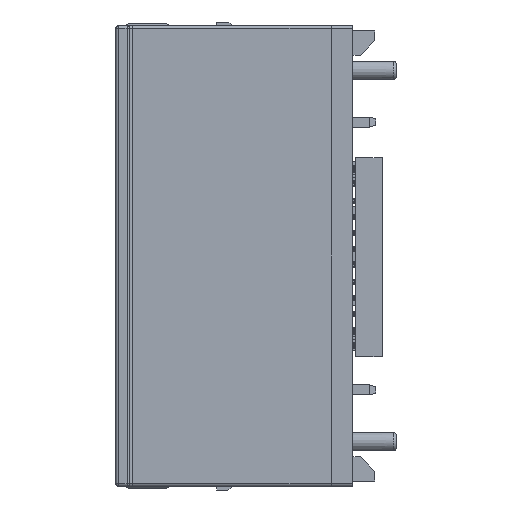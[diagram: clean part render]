
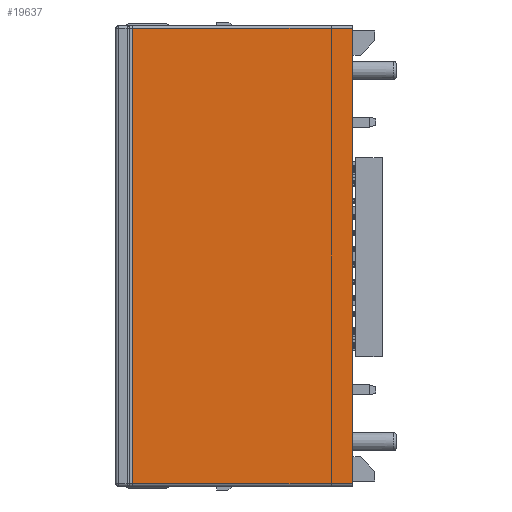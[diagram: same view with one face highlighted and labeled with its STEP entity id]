
A CAD part, front view. The second image highlights one B-rep face of the part: STEP entity #19637.
In plain terms, the highlighted planar face has unit normal (0, -1, 0).
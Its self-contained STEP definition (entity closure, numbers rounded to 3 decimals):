
#122=DIRECTION('',(0.,0.,-1.));
#123=VECTOR('',#122,35.7);
#124=CARTESIAN_POINT('',(-32.7,-9.7,43.6));
#125=LINE('',#124,#123);
#134=DIRECTION('',(1.,0.,0.));
#135=VECTOR('',#134,17.25);
#136=CARTESIAN_POINT('',(-32.7,-9.7,7.9));
#137=LINE('',#136,#135);
#171=DIRECTION('',(0.,0.,1.));
#172=VECTOR('',#171,35.7);
#173=CARTESIAN_POINT('',(-15.45,-9.7,7.9));
#174=LINE('',#173,#172);
#2262=DIRECTION('',(-1.,0.,0.));
#2263=VECTOR('',#2262,17.25);
#2264=CARTESIAN_POINT('',(-15.45,-9.7,43.6));
#2265=LINE('',#2264,#2263);
#14873=CARTESIAN_POINT('',(-32.7,-9.7,43.6));
#14874=CARTESIAN_POINT('',(-32.7,-9.7,7.9));
#14875=VERTEX_POINT('',#14873);
#14876=VERTEX_POINT('',#14874);
#14877=CARTESIAN_POINT('',(-15.45,-9.7,7.9));
#14878=VERTEX_POINT('',#14877);
#14879=CARTESIAN_POINT('',(-15.45,-9.7,43.6));
#14880=VERTEX_POINT('',#14879);
#19623=CARTESIAN_POINT('',(-34.,-9.7,7.7));
#19624=DIRECTION('',(0.,-1.,0.));
#19625=DIRECTION('',(0.,0.,1.));
#19626=AXIS2_PLACEMENT_3D('',#19623,#19624,#19625);
#19627=PLANE('',#19626);
#19629=ORIENTED_EDGE('',*,*,#19628,.F.);
#19630=ORIENTED_EDGE('',*,*,#19613,.F.);
#19632=ORIENTED_EDGE('',*,*,#19631,.F.);
#19634=ORIENTED_EDGE('',*,*,#19633,.F.);
#19635=EDGE_LOOP('',(#19629,#19630,#19632,#19634));
#19636=FACE_OUTER_BOUND('',#19635,.F.);
#19637=ADVANCED_FACE('',(#19636),#19627,.T.);
#19613=EDGE_CURVE('',#14875,#14876,#125,.T.);
#19628=EDGE_CURVE('',#14876,#14878,#137,.T.);
#19631=EDGE_CURVE('',#14880,#14875,#2265,.T.);
#19633=EDGE_CURVE('',#14878,#14880,#174,.T.);
